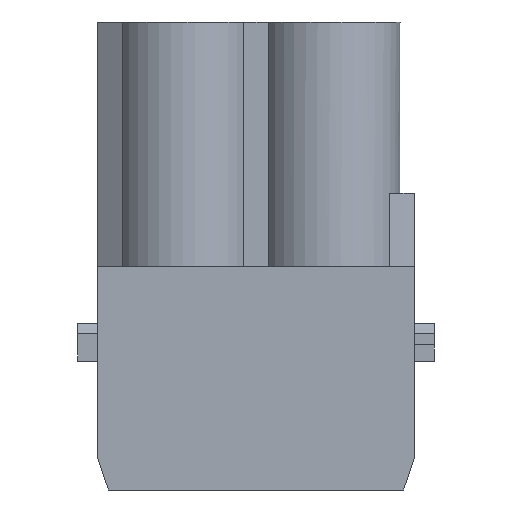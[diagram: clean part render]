
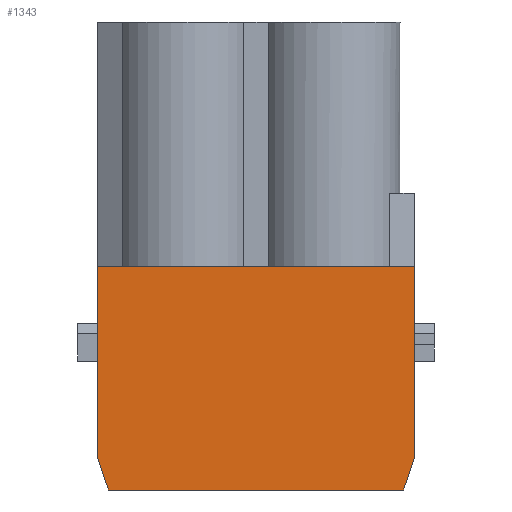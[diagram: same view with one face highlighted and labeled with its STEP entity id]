
A CAD part, left-side view. The second image highlights one B-rep face of the part: STEP entity #1343.
In plain terms, the highlighted planar face has unit normal (-1, 0, 0).
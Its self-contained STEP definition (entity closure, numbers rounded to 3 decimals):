
#1034=FACE_OUTER_BOUND('',#1986,.T.);
#1343=ADVANCED_FACE('',(#1034),#1568,.T.);
#1568=PLANE('',#6409);
#1986=EDGE_LOOP('',(#2712,#2713,#2714,#2715,#2716,#2717));
#2712=ORIENTED_EDGE('',*,*,#4123,.F.);
#2713=ORIENTED_EDGE('',*,*,#4016,.T.);
#2714=ORIENTED_EDGE('',*,*,#3863,.T.);
#2715=ORIENTED_EDGE('',*,*,#4015,.T.);
#2716=ORIENTED_EDGE('',*,*,#4124,.T.);
#2717=ORIENTED_EDGE('',*,*,#4120,.F.);
#3443=VERTEX_POINT('',#8369);
#3444=VERTEX_POINT('',#8371);
#3560=VERTEX_POINT('',#8936);
#3561=VERTEX_POINT('',#8940);
#3628=VERTEX_POINT('',#9154);
#3629=VERTEX_POINT('',#9156);
#3863=EDGE_CURVE('',#3444,#3443,#4975,.T.);
#4015=EDGE_CURVE('',#3443,#3560,#5040,.T.);
#4016=EDGE_CURVE('',#3561,#3444,#5041,.T.);
#4120=EDGE_CURVE('',#3628,#3629,#5128,.T.);
#4123=EDGE_CURVE('',#3561,#3628,#5130,.T.);
#4124=EDGE_CURVE('',#3560,#3629,#5131,.T.);
#4975=LINE('',#8370,#5480);
#5040=LINE('',#8937,#5545);
#5041=LINE('',#8939,#5546);
#5128=LINE('',#9155,#5633);
#5130=LINE('',#9160,#5635);
#5131=LINE('',#9161,#5636);
#5480=VECTOR('',#6746,1.);
#5545=VECTOR('',#7057,1.);
#5546=VECTOR('',#7060,1.);
#5633=VECTOR('',#7269,1.);
#5635=VECTOR('',#7275,1.);
#5636=VECTOR('',#7276,1.);
#6409=AXIS2_PLACEMENT_3D('',#9162,#7277,#7278);
#6746=DIRECTION('',(0.,-1.,0.));
#7057=DIRECTION('',(0.,-0.316,0.949));
#7060=DIRECTION('',(0.,-0.316,-0.949));
#7269=DIRECTION('',(0.,-1.,0.));
#7275=DIRECTION('',(0.,0.,1.));
#7276=DIRECTION('',(0.,0.,1.));
#7277=DIRECTION('',(-1.,0.,0.));
#7278=DIRECTION('',(0.,0.,-1.));
#8369=CARTESIAN_POINT('',(-7.325,-14.15,-12.35));
#8370=CARTESIAN_POINT('',(-7.325,15.15,-12.35));
#8371=CARTESIAN_POINT('',(-7.325,14.15,-12.35));
#8936=CARTESIAN_POINT('',(-7.325,-15.15,-9.35));
#8937=CARTESIAN_POINT('',(-7.325,-11.535,-20.195));
#8939=CARTESIAN_POINT('',(-7.325,14.565,-11.105));
#8940=CARTESIAN_POINT('',(-7.325,15.15,-9.35));
#9154=CARTESIAN_POINT('',(-7.325,15.15,9.1));
#9155=CARTESIAN_POINT('',(-7.325,15.15,9.1));
#9156=CARTESIAN_POINT('',(-7.325,-15.15,9.1));
#9160=CARTESIAN_POINT('',(-7.325,15.15,-11.3));
#9161=CARTESIAN_POINT('',(-7.325,-15.15,-11.3));
#9162=CARTESIAN_POINT('',(-7.325,15.15,-11.3));
